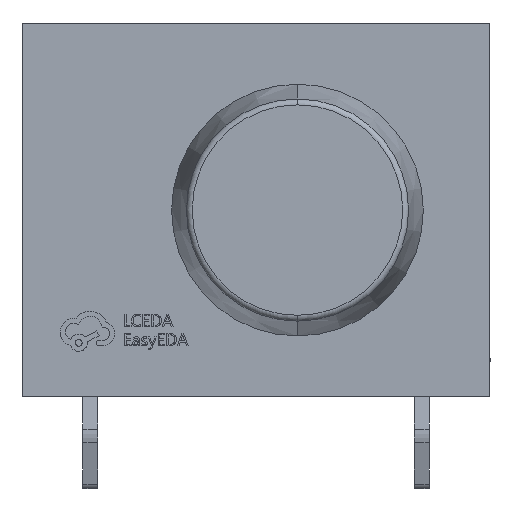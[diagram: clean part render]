
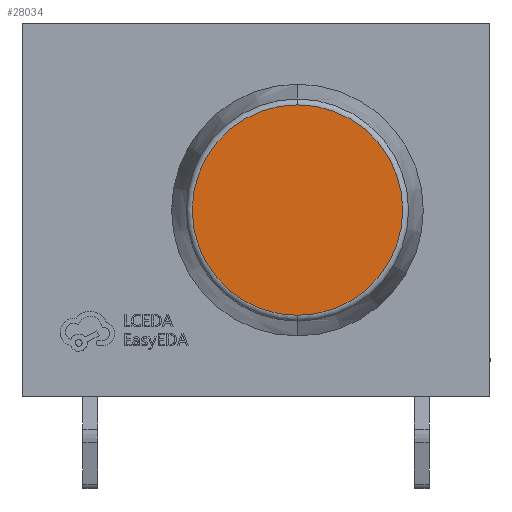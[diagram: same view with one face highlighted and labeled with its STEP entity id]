
A CAD part, left-side view. The second image highlights one B-rep face of the part: STEP entity #28034.
In plain terms, the highlighted planar face has unit normal (-1, 0, 0).
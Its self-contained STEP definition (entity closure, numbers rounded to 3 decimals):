
#109 = ORIENTED_EDGE ( 'NONE', *, *, #26916, .T. ) ;
#1095 = CARTESIAN_POINT ( 'NONE',  ( -16.55, -1.4, 6.3 ) ) ;
#2803 = VERTEX_POINT ( 'NONE', #17528 ) ;
#3080 = ORIENTED_EDGE ( 'NONE', *, *, #26045, .T. ) ;
#7205 = PLANE ( 'NONE',  #24642 ) ;
#7904 = CIRCLE ( 'NONE', #15591, 3.553 ) ;
#8793 = CARTESIAN_POINT ( 'NONE',  ( -16.55, -1.4, 2.747 ) ) ;
#9983 = FACE_OUTER_BOUND ( 'NONE', #13344, .T. ) ;
#11070 = DIRECTION ( 'NONE',  ( -1., 0., 0. ) ) ;
#11281 = DIRECTION ( 'NONE',  ( -1., 0., 0. ) ) ;
#13344 = EDGE_LOOP ( 'NONE', ( #109, #3080 ) ) ;
#14219 = DIRECTION ( 'NONE',  ( 0., 0., 1. ) ) ;
#14621 = DIRECTION ( 'NONE',  ( 0., 0., 1. ) ) ;
#15591 = AXIS2_PLACEMENT_3D ( 'NONE', #1095, #20408, #14621 ) ;
#17528 = CARTESIAN_POINT ( 'NONE',  ( -16.55, -1.4, 9.853 ) ) ;
#20408 = DIRECTION ( 'NONE',  ( -1., 0., 0. ) ) ;
#23809 = VERTEX_POINT ( 'NONE', #8793 ) ;
#24642 = AXIS2_PLACEMENT_3D ( 'NONE', #36537, #11070, #14219 ) ;
#25626 = CIRCLE ( 'NONE', #32157, 3.553 ) ;
#26045 = EDGE_CURVE ( 'NONE', #23809, #2803, #25626, .T. ) ;
#26916 = EDGE_CURVE ( 'NONE', #2803, #23809, #7904, .T. ) ;
#28034 = ADVANCED_FACE ( 'NONE', ( #9983 ), #7205, .T. ) ;
#32157 = AXIS2_PLACEMENT_3D ( 'NONE', #33603, #11281, #36382 ) ;
#33603 = CARTESIAN_POINT ( 'NONE',  ( -16.55, -1.4, 6.3 ) ) ;
#36382 = DIRECTION ( 'NONE',  ( 0., 0., 1. ) ) ;
#36537 = CARTESIAN_POINT ( 'NONE',  ( -16.55, -1.4, 6.3 ) ) ;
